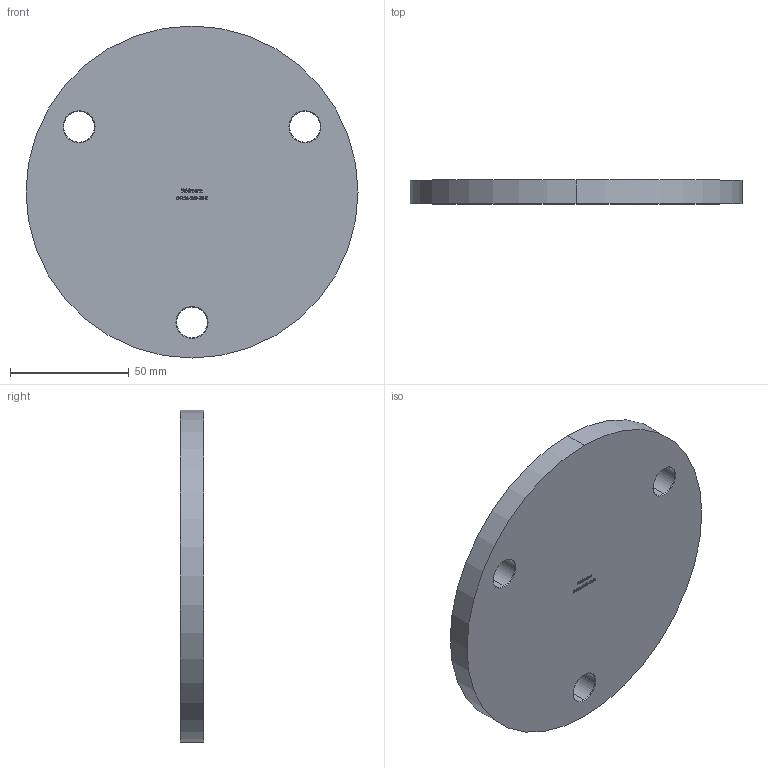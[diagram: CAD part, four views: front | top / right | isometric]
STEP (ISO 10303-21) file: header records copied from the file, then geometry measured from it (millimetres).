
FILE_DESCRIPTION (( 'STEP AP203' ), '1' );
FILE_NAME ('54126-240-10-R.step', '2020-10-21T11:02:20', ( '' ), ( '' ), 'SwSTEP 2.0', 'SolidWorks 2018', '' );
FILE_SCHEMA (( 'CONFIG_CONTROL_DESIGN' ));
Length unit declared in the file: millimetre
Products named in the file (2): 54126-240-10-R
Bounding box: 140 x 10 x 140 mm (x, y, z)
Volume: 149947.6 mm3; surface area: 35590.6 mm2
Topology: 1 solids, 1 shells, 289 faces, 756 edges, 500 vertices
Faces by surface type: plane 169, bspline 100, cone 12, cylinder 8
Entity records: 14613 total; most frequent: CARTESIAN_POINT 7991, ORIENTED_EDGE 1512, DIRECTION 966, EDGE_CURVE 756, VECTOR 528, LINE 528, VERTEX_POINT 500, EDGE_LOOP 326
